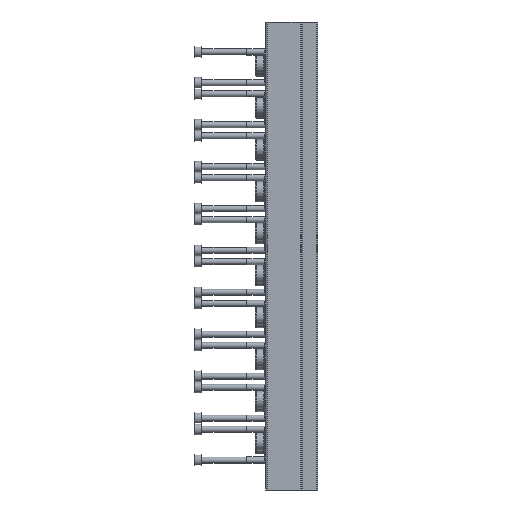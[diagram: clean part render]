
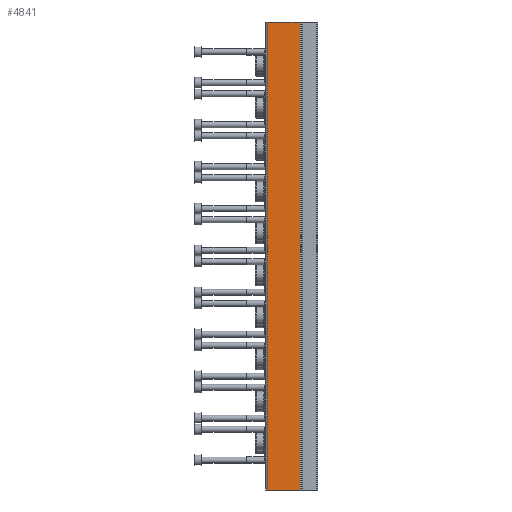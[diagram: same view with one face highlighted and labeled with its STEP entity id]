
A CAD part, left-side view. The second image highlights one B-rep face of the part: STEP entity #4841.
In plain terms, the highlighted planar face has unit normal (-1, 0, 0).
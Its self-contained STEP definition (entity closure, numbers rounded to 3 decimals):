
#261=PLANE('',#5213);
#754=ORIENTED_EDGE('',*,*,#2000,.F.);
#755=ORIENTED_EDGE('',*,*,#1999,.F.);
#756=ORIENTED_EDGE('',*,*,#2001,.T.);
#757=ORIENTED_EDGE('',*,*,#2002,.T.);
#1999=EDGE_CURVE('',#2622,#2620,#3084,.T.);
#2000=EDGE_CURVE('',#2620,#2623,#3085,.T.);
#2001=EDGE_CURVE('',#2622,#2624,#3086,.T.);
#2002=EDGE_CURVE('',#2624,#2623,#3087,.T.);
#2620=VERTEX_POINT('',#7880);
#2622=VERTEX_POINT('',#7884);
#2623=VERTEX_POINT('',#7888);
#2624=VERTEX_POINT('',#7890);
#3084=LINE('',#7885,#3374);
#3085=LINE('',#7887,#3375);
#3086=LINE('',#7889,#3376);
#3087=LINE('',#7891,#3377);
#3374=VECTOR('',#5885,1000.);
#3375=VECTOR('',#5888,1000.);
#3376=VECTOR('',#5889,1000.);
#3377=VECTOR('',#5890,1000.);
#3678=EDGE_LOOP('',(#754,#755,#756,#757));
#4202=FACE_BOUND('',#3678,.T.);
#4841=ADVANCED_FACE('',(#4202),#261,.T.);
#5213=AXIS2_PLACEMENT_3D('',#7886,#5886,#5887);
#5885=DIRECTION('',(0.,0.,1.));
#5886=DIRECTION('',(-1.,0.,0.));
#5887=DIRECTION('',(0.,0.,1.));
#5888=DIRECTION('',(0.,-1.,0.));
#5889=DIRECTION('',(0.,-1.,0.));
#5890=DIRECTION('',(0.,0.,1.));
#7880=CARTESIAN_POINT('',(-40.25,33.,0.));
#7884=CARTESIAN_POINT('',(-40.25,33.,-307.));
#7885=CARTESIAN_POINT('',(-40.25,33.,-307.));
#7886=CARTESIAN_POINT('',(-40.25,33.,-307.));
#7887=CARTESIAN_POINT('',(-40.25,33.,0.));
#7888=CARTESIAN_POINT('',(-40.25,11.372,0.));
#7889=CARTESIAN_POINT('',(-40.25,33.,-307.));
#7890=CARTESIAN_POINT('',(-40.25,11.372,-307.));
#7891=CARTESIAN_POINT('',(-40.25,11.372,-307.));
